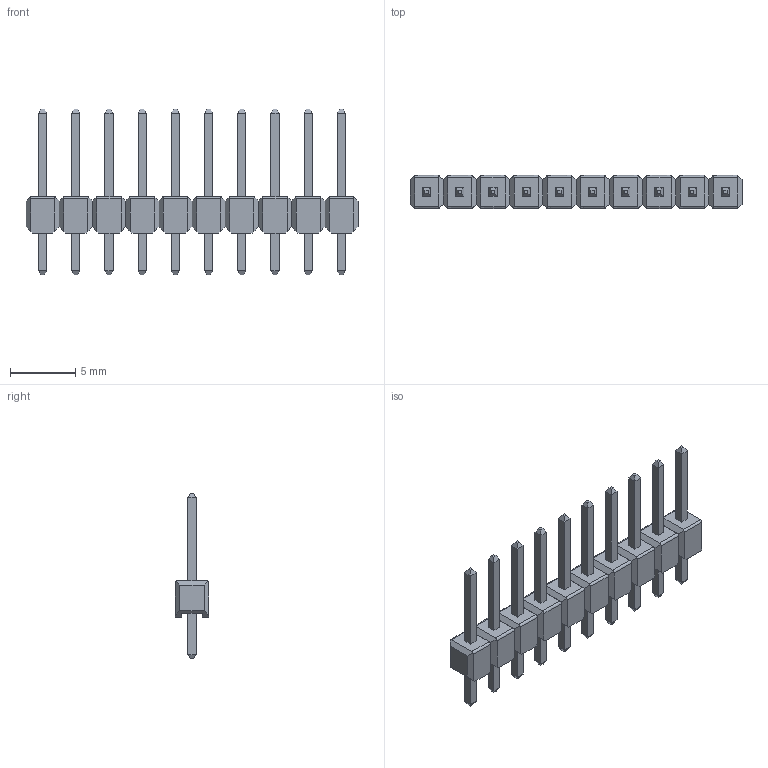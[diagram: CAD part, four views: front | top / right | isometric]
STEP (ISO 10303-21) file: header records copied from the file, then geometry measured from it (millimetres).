
FILE_DESCRIPTION (( 'STEP AP203' ), '1' );
FILE_NAME ('Pin Header 1x10 TH Pitch 2.54mm.stp_Default_sldprt.STEP', '2023-07-18T01:05:16', ( '' ), ( '' ), 'SwSTEP 2.0', 'SolidWorks 2022', '' );
FILE_SCHEMA (( 'CONFIG_CONTROL_DESIGN' ));
Length unit declared in the file: millimetre
Products named in the file (1): Pin Header 1x10 TH Pitch 2.54mm.stp_Default_sldprt
Bounding box: 25.4 x 2.54 x 12.7 mm (x, y, z)
Surface area: 672.5 mm2 (no closed solid volume)
Topology: 0 solids, 11 shells, 362 faces, 904 edges, 564 vertices
Faces by surface type: plane 322, bspline 40
Entity records: 10807 total; most frequent: CARTESIAN_POINT 4099, ORIENTED_EDGE 1808, B_SPLINE_CURVE_WITH_KNOTS 904, EDGE_CURVE 904, DIRECTION 646, VERTEX_POINT 564, EDGE_LOOP 382, FACE_OUTER_BOUND 362
